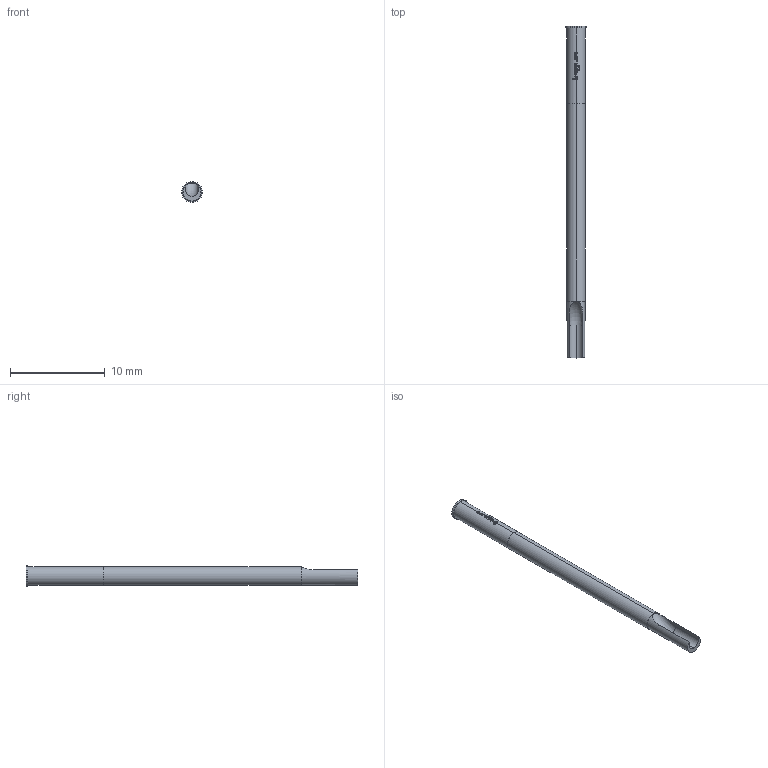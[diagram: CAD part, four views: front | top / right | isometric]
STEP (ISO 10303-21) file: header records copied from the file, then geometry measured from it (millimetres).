
FILE_DESCRIPTION (( 'STEP AP203' ), '1' );
FILE_NAME ('INGUN_KS-112_30_M-T.STEP', '2022-02-09T05:19:42', ( 'ochi' ), ( '' ), 'SwSTEP 2.0', 'SolidWorks 2018', '' );
FILE_SCHEMA (( 'CONFIG_CONTROL_DESIGN' ));
Length unit declared in the file: millimetre
Products named in the file (1): INGUN_KS-112_30_M-T
Bounding box: 2.2 x 35 x 2.2 mm (x, y, z)
Volume: 99.4 mm3; surface area: 230.9 mm2
Topology: 1 solids, 1 shells, 100 faces, 281 edges, 186 vertices
Faces by surface type: plane 46, cylinder 29, bspline 22, cone 2, torus 1
Entity records: 3608 total; most frequent: CARTESIAN_POINT 1090, ORIENTED_EDGE 562, DIRECTION 449, EDGE_CURVE 281, VERTEX_POINT 186, AXIS2_PLACEMENT_3D 177, EDGE_LOOP 103, ADVANCED_FACE 100
